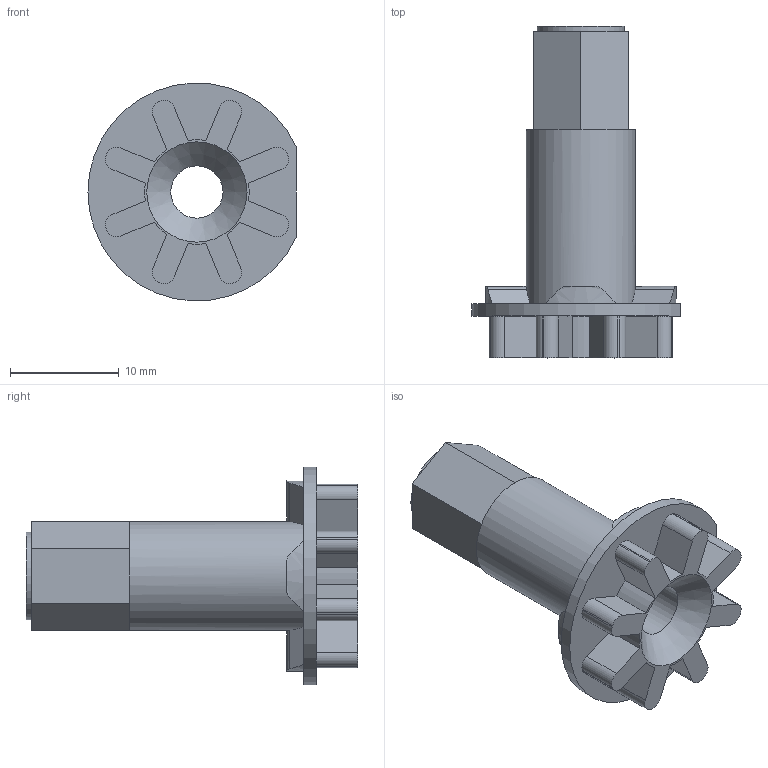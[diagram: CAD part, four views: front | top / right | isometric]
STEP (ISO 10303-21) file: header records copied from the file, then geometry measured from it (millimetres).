
FILE_DESCRIPTION(/* description */ (''),/* implementation_level */ '2;1');
FILE_NAME(/* name */ 'Latch part.step',/* time_stamp */ '2017-03-01T19:53:30+01:00',/* author */ ('Rubén'),/* organization */ (''),/* preprocessor_version */ 'ST-DEVELOPER v15.2',/* originating_system */ 'Autodesk Inventor 2014',/* authorisation */ '');
FILE_SCHEMA (('AUTOMOTIVE_DESIGN { 1 0 10303 214 3 1 1 }'));
Length unit declared in the file: millimetre
Products named in the file (1): Latch part
Bounding box: 19.1 x 30.45 x 19.98 mm (x, y, z)
Volume: 2239.7 mm3; surface area: 2273.8 mm2
Topology: 1 solids, 1 shells, 95 faces, 255 edges, 165 vertices
Faces by surface type: plane 54, cylinder 40, cone 1
Full cylindrical faces by diameter (mm): 4.8 x1, 8 x1, 10 x1
Entity records: 3035 total; most frequent: CARTESIAN_POINT 592, DIRECTION 520, ORIENTED_EDGE 502, EDGE_CURVE 251, AXIS2_PLACEMENT_3D 189, VERTEX_POINT 165, LINE 142, VECTOR 142
